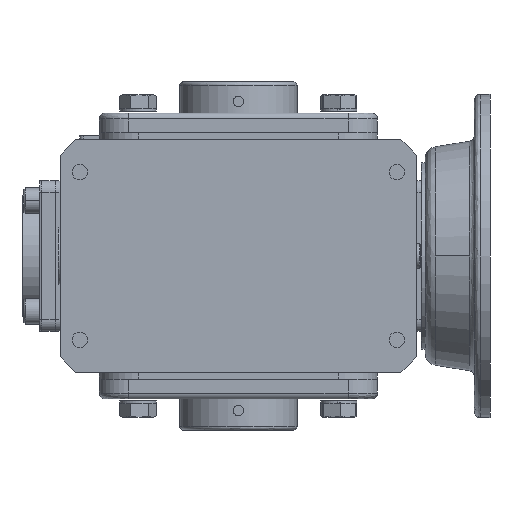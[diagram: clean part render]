
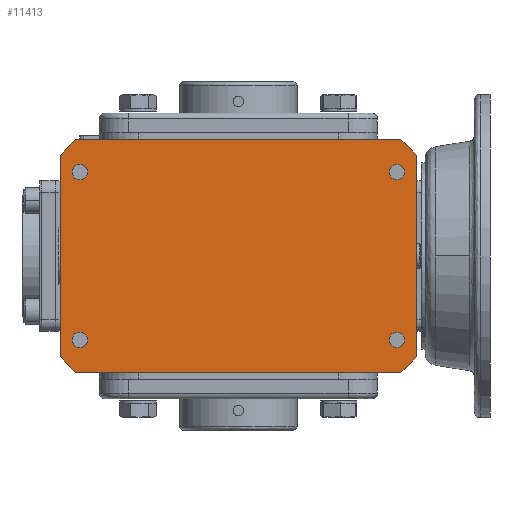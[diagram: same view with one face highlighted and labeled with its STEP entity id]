
A CAD part, front view. The second image highlights one B-rep face of the part: STEP entity #11413.
In plain terms, the highlighted planar face has unit normal (0, -1, 0).
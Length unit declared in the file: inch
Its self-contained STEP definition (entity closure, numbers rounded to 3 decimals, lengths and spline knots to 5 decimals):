
#78 = DIRECTION ( 'NONE',  ( 0., 0., -1. ) ) ;
#620 = PLANE ( 'NONE',  #13861 ) ;
#634 = CARTESIAN_POINT ( 'NONE',  ( -3.1874, -2.93819, -1.53115 ) ) ;
#639 = CARTESIAN_POINT ( 'NONE',  ( -3.1874, -2.93819, 1.6874 ) ) ;
#1029 = FACE_BOUND ( 'NONE', #20372, .T. ) ;
#1048 = DIRECTION ( 'NONE',  ( 0., 1., 0. ) ) ;
#1272 = ORIENTED_EDGE ( 'NONE', *, *, #15591, .T. ) ;
#1369 = VECTOR ( 'NONE', #8185, 39.37008 ) ;
#1569 = CARTESIAN_POINT ( 'NONE',  ( -3.58268, -2.93819, 2.02756 ) ) ;
#1614 = CIRCLE ( 'NONE', #6200, 0.15625 ) ;
#1695 = AXIS2_PLACEMENT_3D ( 'NONE', #12286, #1048, #14173 ) ;
#1799 = AXIS2_PLACEMENT_3D ( 'NONE', #10056, #23170, #11943 ) ;
#2111 = EDGE_CURVE ( 'NONE', #18362, #11027, #12494, .T. ) ;
#2139 = LINE ( 'NONE', #21817, #21481 ) ;
#2341 = CIRCLE ( 'NONE', #4230, 0.15625 ) ;
#2530 = CARTESIAN_POINT ( 'NONE',  ( 3.1874, -2.93819, -1.6874 ) ) ;
#2536 = DIRECTION ( 'NONE',  ( 0., 0., -1. ) ) ;
#2618 = CARTESIAN_POINT ( 'NONE',  ( 3.58268, -2.93819, 2.55906 ) ) ;
#2712 = ORIENTED_EDGE ( 'NONE', *, *, #4299, .T. ) ;
#2723 = CARTESIAN_POINT ( 'NONE',  ( 3.1874, -2.93819, -1.84365 ) ) ;
#2730 = EDGE_CURVE ( 'NONE', #21468, #3128, #4291, .T. ) ;
#2762 = EDGE_CURVE ( 'NONE', #17474, #23447, #8664, .T. ) ;
#2875 = CARTESIAN_POINT ( 'NONE',  ( -3.58268, -2.93819, -2.02756 ) ) ;
#2962 = EDGE_LOOP ( 'NONE', ( #7570, #7608 ) ) ;
#3087 = DIRECTION ( 'NONE',  ( -1., 0., 0. ) ) ;
#3128 = VERTEX_POINT ( 'NONE', #19782 ) ;
#3131 = VECTOR ( 'NONE', #18580, 39.37008 ) ;
#3153 = ORIENTED_EDGE ( 'NONE', *, *, #20485, .T. ) ;
#3346 = CARTESIAN_POINT ( 'NONE',  ( -3.26772, -2.93819, -2.34252 ) ) ;
#3573 = CARTESIAN_POINT ( 'NONE',  ( 3.26772, -2.93819, 2.34252 ) ) ;
#3733 = CARTESIAN_POINT ( 'NONE',  ( -3.26772, -2.93819, 2.34252 ) ) ;
#3791 = VECTOR ( 'NONE', #14863, 39.37008 ) ;
#4073 = CARTESIAN_POINT ( 'NONE',  ( 3.1874, -2.93819, 1.84365 ) ) ;
#4120 = ORIENTED_EDGE ( 'NONE', *, *, #17534, .T. ) ;
#4230 = AXIS2_PLACEMENT_3D ( 'NONE', #20319, #9088, #22202 ) ;
#4282 = FACE_OUTER_BOUND ( 'NONE', #5295, .T. ) ;
#4291 = CIRCLE ( 'NONE', #21120, 0.15625 ) ;
#4299 = EDGE_CURVE ( 'NONE', #14693, #22976, #1614, .T. ) ;
#4359 = LINE ( 'NONE', #7509, #3791 ) ;
#4380 = DIRECTION ( 'NONE',  ( 0., 0., -1. ) ) ;
#4397 = DIRECTION ( 'NONE',  ( 0., 0., -1. ) ) ;
#5020 = ORIENTED_EDGE ( 'NONE', *, *, #2111, .T. ) ;
#5295 = EDGE_LOOP ( 'NONE', ( #24350, #5020, #12027, #6512, #3153, #20094, #8595, #21966 ) ) ;
#5499 = AXIS2_PLACEMENT_3D ( 'NONE', #19696, #8474, #21585 ) ;
#5636 = EDGE_CURVE ( 'NONE', #23447, #17474, #23284, .T. ) ;
#5676 = DIRECTION ( 'NONE',  ( -0.707, 0., -0.707 ) ) ;
#5729 = ORIENTED_EDGE ( 'NONE', *, *, #8547, .T. ) ;
#5743 = AXIS2_PLACEMENT_3D ( 'NONE', #19715, #8493, #21608 ) ;
#6124 = DIRECTION ( 'NONE',  ( 0., 1., 0. ) ) ;
#6200 = AXIS2_PLACEMENT_3D ( 'NONE', #2530, #15621, #4397 ) ;
#6512 = ORIENTED_EDGE ( 'NONE', *, *, #7235, .T. ) ;
#6939 = ORIENTED_EDGE ( 'NONE', *, *, #18727, .T. ) ;
#7225 = CARTESIAN_POINT ( 'NONE',  ( 3.58268, -2.93819, 2.02756 ) ) ;
#7235 = EDGE_CURVE ( 'NONE', #13386, #9858, #2139, .T. ) ;
#7341 = CARTESIAN_POINT ( 'NONE',  ( -3.58268, -2.93819, -2.02756 ) ) ;
#7509 = CARTESIAN_POINT ( 'NONE',  ( -3.58268, -2.93819, -2.34252 ) ) ;
#7548 = LINE ( 'NONE', #2618, #1369 ) ;
#7570 = ORIENTED_EDGE ( 'NONE', *, *, #2762, .T. ) ;
#7608 = ORIENTED_EDGE ( 'NONE', *, *, #5636, .T. ) ;
#8185 = DIRECTION ( 'NONE',  ( 0., 0., 1. ) ) ;
#8474 = DIRECTION ( 'NONE',  ( 0., 1., 0. ) ) ;
#8493 = DIRECTION ( 'NONE',  ( 0., 1., 0. ) ) ;
#8547 = EDGE_CURVE ( 'NONE', #13810, #22906, #19386, .T. ) ;
#8595 = ORIENTED_EDGE ( 'NONE', *, *, #19213, .T. ) ;
#8664 = CIRCLE ( 'NONE', #1799, 0.15625 ) ;
#9046 = LINE ( 'NONE', #21766, #23418 ) ;
#9088 = DIRECTION ( 'NONE',  ( 0., 1., 0. ) ) ;
#9121 = DIRECTION ( 'NONE',  ( -0.707, 0., 0.707 ) ) ;
#9576 = VERTEX_POINT ( 'NONE', #21787 ) ;
#9679 = LINE ( 'NONE', #15062, #20235 ) ;
#9858 = VERTEX_POINT ( 'NONE', #14948 ) ;
#10056 = CARTESIAN_POINT ( 'NONE',  ( 3.1874, -2.93819, 1.6874 ) ) ;
#10423 = EDGE_CURVE ( 'NONE', #9576, #11602, #11401, .T. ) ;
#10796 = CARTESIAN_POINT ( 'NONE',  ( 3.1874, -2.93819, 1.53115 ) ) ;
#11027 = VERTEX_POINT ( 'NONE', #3346 ) ;
#11401 = LINE ( 'NONE', #7225, #15786 ) ;
#11413 = ADVANCED_FACE ( 'NONE', ( #4282, #18644, #1029, #23629, #24229 ), #620, .T. ) ;
#11602 = VERTEX_POINT ( 'NONE', #3573 ) ;
#11715 = EDGE_CURVE ( 'NONE', #21902, #16900, #20081, .T. ) ;
#11943 = DIRECTION ( 'NONE',  ( 0., 0., -1. ) ) ;
#12027 = ORIENTED_EDGE ( 'NONE', *, *, #24204, .T. ) ;
#12197 = EDGE_LOOP ( 'NONE', ( #6939, #5729 ) ) ;
#12286 = CARTESIAN_POINT ( 'NONE',  ( 3.1874, -2.93819, 1.6874 ) ) ;
#12494 = LINE ( 'NONE', #7341, #3131 ) ;
#13386 = VERTEX_POINT ( 'NONE', #18692 ) ;
#13428 = CARTESIAN_POINT ( 'NONE',  ( -3.1874, -2.93819, 1.53115 ) ) ;
#13633 = CARTESIAN_POINT ( 'NONE',  ( 3.1874, -2.93819, -1.53115 ) ) ;
#13741 = DIRECTION ( 'NONE',  ( 0., 1., 0. ) ) ;
#13810 = VERTEX_POINT ( 'NONE', #634 ) ;
#13861 = AXIS2_PLACEMENT_3D ( 'NONE', #21202, #23078, #4380 ) ;
#14071 = ORIENTED_EDGE ( 'NONE', *, *, #2730, .T. ) ;
#14108 = AXIS2_PLACEMENT_3D ( 'NONE', #17362, #6124, #19256 ) ;
#14173 = DIRECTION ( 'NONE',  ( 0., 0., -1. ) ) ;
#14504 = VECTOR ( 'NONE', #5676, 39.37008 ) ;
#14577 = CIRCLE ( 'NONE', #14108, 0.15625 ) ;
#14681 = CARTESIAN_POINT ( 'NONE',  ( -3.26772, -2.93819, 2.34252 ) ) ;
#14693 = VERTEX_POINT ( 'NONE', #2723 ) ;
#14863 = DIRECTION ( 'NONE',  ( 1., 0., 0. ) ) ;
#14948 = CARTESIAN_POINT ( 'NONE',  ( 3.58268, -2.93819, -2.02756 ) ) ;
#15062 = CARTESIAN_POINT ( 'NONE',  ( -3.58268, -2.93819, 2.55906 ) ) ;
#15279 = CIRCLE ( 'NONE', #5743, 0.15625 ) ;
#15591 = EDGE_CURVE ( 'NONE', #3128, #21468, #15279, .T. ) ;
#15621 = DIRECTION ( 'NONE',  ( 0., 1., 0. ) ) ;
#15786 = VECTOR ( 'NONE', #9121, 39.37008 ) ;
#16115 = EDGE_LOOP ( 'NONE', ( #2712, #4120 ) ) ;
#16224 = DIRECTION ( 'NONE',  ( 0.707, 0., 0.707 ) ) ;
#16523 = EDGE_CURVE ( 'NONE', #16900, #18362, #9679, .T. ) ;
#16900 = VERTEX_POINT ( 'NONE', #1569 ) ;
#17362 = CARTESIAN_POINT ( 'NONE',  ( -3.1874, -2.93819, -1.6874 ) ) ;
#17474 = VERTEX_POINT ( 'NONE', #10796 ) ;
#17534 = EDGE_CURVE ( 'NONE', #22976, #14693, #2341, .T. ) ;
#18362 = VERTEX_POINT ( 'NONE', #2875 ) ;
#18580 = DIRECTION ( 'NONE',  ( 0.707, 0., -0.707 ) ) ;
#18644 = FACE_BOUND ( 'NONE', #12197, .T. ) ;
#18692 = CARTESIAN_POINT ( 'NONE',  ( 3.26772, -2.93819, -2.34252 ) ) ;
#18727 = EDGE_CURVE ( 'NONE', #22906, #13810, #14577, .T. ) ;
#19213 = EDGE_CURVE ( 'NONE', #11602, #21902, #9046, .T. ) ;
#19256 = DIRECTION ( 'NONE',  ( 0., 0., -1. ) ) ;
#19386 = CIRCLE ( 'NONE', #5499, 0.15625 ) ;
#19696 = CARTESIAN_POINT ( 'NONE',  ( -3.1874, -2.93819, -1.6874 ) ) ;
#19715 = CARTESIAN_POINT ( 'NONE',  ( -3.1874, -2.93819, 1.6874 ) ) ;
#19782 = CARTESIAN_POINT ( 'NONE',  ( -3.1874, -2.93819, 1.84365 ) ) ;
#20081 = LINE ( 'NONE', #3733, #14504 ) ;
#20094 = ORIENTED_EDGE ( 'NONE', *, *, #10423, .T. ) ;
#20235 = VECTOR ( 'NONE', #78, 39.37008 ) ;
#20319 = CARTESIAN_POINT ( 'NONE',  ( 3.1874, -2.93819, -1.6874 ) ) ;
#20372 = EDGE_LOOP ( 'NONE', ( #14071, #1272 ) ) ;
#20485 = EDGE_CURVE ( 'NONE', #9858, #9576, #7548, .T. ) ;
#21120 = AXIS2_PLACEMENT_3D ( 'NONE', #639, #13741, #2536 ) ;
#21202 = CARTESIAN_POINT ( 'NONE',  ( -3.58268, -2.93819, 2.55906 ) ) ;
#21468 = VERTEX_POINT ( 'NONE', #13428 ) ;
#21481 = VECTOR ( 'NONE', #16224, 39.37008 ) ;
#21585 = DIRECTION ( 'NONE',  ( 0., 0., -1. ) ) ;
#21608 = DIRECTION ( 'NONE',  ( 0., 0., -1. ) ) ;
#21766 = CARTESIAN_POINT ( 'NONE',  ( -3.58268, -2.93819, 2.34252 ) ) ;
#21787 = CARTESIAN_POINT ( 'NONE',  ( 3.58268, -2.93819, 2.02756 ) ) ;
#21817 = CARTESIAN_POINT ( 'NONE',  ( 3.26772, -2.93819, -2.34252 ) ) ;
#21902 = VERTEX_POINT ( 'NONE', #14681 ) ;
#21966 = ORIENTED_EDGE ( 'NONE', *, *, #11715, .T. ) ;
#22202 = DIRECTION ( 'NONE',  ( 0., 0., -1. ) ) ;
#22812 = CARTESIAN_POINT ( 'NONE',  ( -3.1874, -2.93819, -1.84365 ) ) ;
#22906 = VERTEX_POINT ( 'NONE', #22812 ) ;
#22976 = VERTEX_POINT ( 'NONE', #13633 ) ;
#23078 = DIRECTION ( 'NONE',  ( 0., -1., 0. ) ) ;
#23170 = DIRECTION ( 'NONE',  ( 0., 1., 0. ) ) ;
#23284 = CIRCLE ( 'NONE', #1695, 0.15625 ) ;
#23418 = VECTOR ( 'NONE', #3087, 39.37008 ) ;
#23447 = VERTEX_POINT ( 'NONE', #4073 ) ;
#23629 = FACE_BOUND ( 'NONE', #2962, .T. ) ;
#24204 = EDGE_CURVE ( 'NONE', #11027, #13386, #4359, .T. ) ;
#24229 = FACE_BOUND ( 'NONE', #16115, .T. ) ;
#24350 = ORIENTED_EDGE ( 'NONE', *, *, #16523, .T. ) ;
